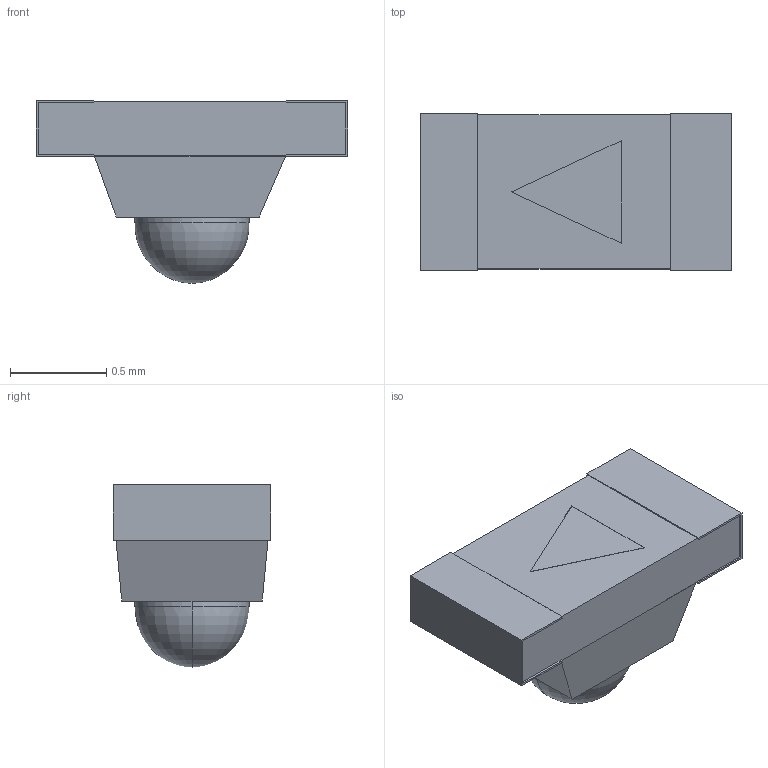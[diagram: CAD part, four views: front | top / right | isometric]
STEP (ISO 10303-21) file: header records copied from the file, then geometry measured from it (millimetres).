
FILE_DESCRIPTION (( 'STEP AP214' ), '1' );
FILE_NAME ('150060GS83000.STEP', '2025-08-10T11:44:54', ( '' ), ( '' ), 'SwSTEP 2.0', 'SolidWorks 2023', '' );
FILE_SCHEMA (( 'AUTOMOTIVE_DESIGN' ));
Length unit declared in the file: millimetre
Products named in the file (1): 150060GS83000
Bounding box: 1.62 x 0.82 x 0.95 mm (x, y, z)
Volume: 0.6 mm3; surface area: 5.3 mm2
Topology: 1 solids, 1 shells, 45 faces, 121 edges, 79 vertices
Faces by surface type: plane 41, cylinder 2, torus 2
Entity records: 1889 total; most frequent: CARTESIAN_POINT 244, ORIENTED_EDGE 238, DIRECTION 217, EDGE_CURVE 119, LINE 113, VECTOR 113, VERTEX_POINT 79, AXIS2_PLACEMENT_3D 52
